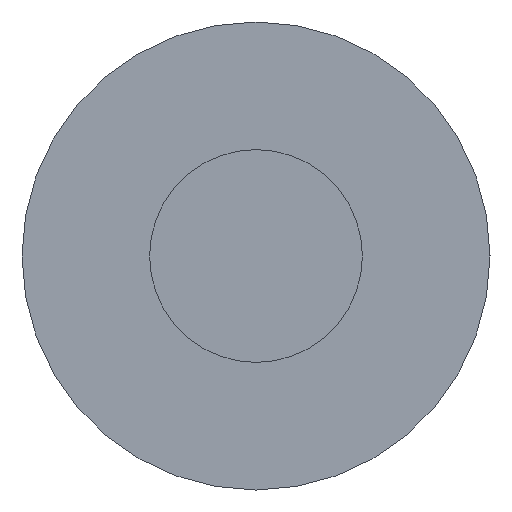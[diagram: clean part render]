
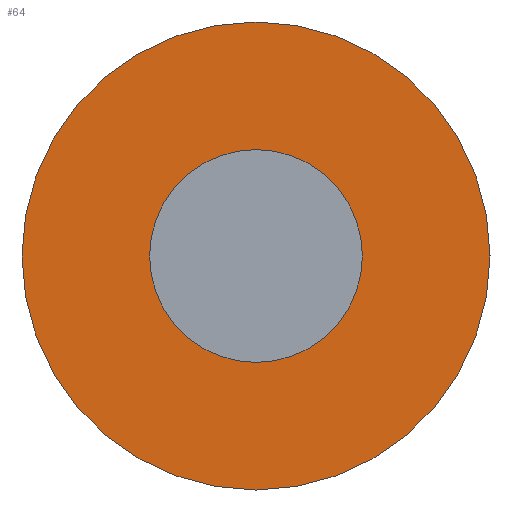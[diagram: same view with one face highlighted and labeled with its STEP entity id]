
A CAD part, left-side view. The second image highlights one B-rep face of the part: STEP entity #64.
In plain terms, the highlighted planar face has unit normal (-1, 0, 0).
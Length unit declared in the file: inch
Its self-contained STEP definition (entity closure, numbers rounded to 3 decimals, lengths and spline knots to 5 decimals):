
#64=ADVANCED_FACE('',(#129,#130),#131,.T.);
#129=FACE_BOUND('',#450,.T.);
#130=FACE_OUTER_BOUND('',#451,.T.);
#131=PLANE('',#452);
#450=EDGE_LOOP('',(#811,#812));
#451=EDGE_LOOP('',(#813,#814));
#452=AXIS2_PLACEMENT_3D('',#815,#816,#817);
#811=ORIENTED_EDGE('',*,*,#888,.T.);
#812=ORIENTED_EDGE('',*,*,#897,.T.);
#813=ORIENTED_EDGE('',*,*,#898,.T.);
#814=ORIENTED_EDGE('',*,*,#879,.T.);
#815=CARTESIAN_POINT('',(-1.37795,0.0,-5.11811));
#816=DIRECTION('',(-1.0,0.0,0.0));
#817=DIRECTION('',(0.0,-1.0,0.0));
#879=EDGE_CURVE('',#946,#944,#947,.T.);
#888=EDGE_CURVE('',#960,#958,#961,.T.);
#897=EDGE_CURVE('',#958,#960,#971,.T.);
#898=EDGE_CURVE('',#944,#946,#972,.T.);
#944=VERTEX_POINT('',#1060);
#946=VERTEX_POINT('',#1063);
#947=CIRCLE('',#1064,2.16535);
#958=VERTEX_POINT('',#1096);
#960=VERTEX_POINT('',#1099);
#961=CIRCLE('',#1100,0.98425);
#971=CIRCLE('',#1130,0.98425);
#972=CIRCLE('',#1131,2.16535);
#1060=CARTESIAN_POINT('',(-1.37795,-2.16535,-5.11811));
#1063=CARTESIAN_POINT('',(-1.37795,2.16535,-5.11811));
#1064=AXIS2_PLACEMENT_3D('',#1187,#1188,#1189);
#1096=CARTESIAN_POINT('',(-1.37795,-0.98425,-5.11811));
#1099=CARTESIAN_POINT('',(-1.37795,0.98425,-5.11811));
#1100=AXIS2_PLACEMENT_3D('',#1194,#1195,#1196);
#1130=AXIS2_PLACEMENT_3D('',#1201,#1202,#1203);
#1131=AXIS2_PLACEMENT_3D('',#1204,#1205,#1206);
#1187=CARTESIAN_POINT('',(-1.37795,0.0,-5.11811));
#1188=DIRECTION('',(-1.0,0.0,0.0));
#1189=DIRECTION('',(0.0,-1.0,0.0));
#1194=CARTESIAN_POINT('',(-1.37795,0.0,-5.11811));
#1195=DIRECTION('',(1.0,0.0,-0.0));
#1196=DIRECTION('',(0.0,-1.0,0.0));
#1201=CARTESIAN_POINT('',(-1.37795,0.0,-5.11811));
#1202=DIRECTION('',(1.0,0.0,-0.0));
#1203=DIRECTION('',(0.0,-1.0,0.0));
#1204=CARTESIAN_POINT('',(-1.37795,0.0,-5.11811));
#1205=DIRECTION('',(-1.0,0.0,0.0));
#1206=DIRECTION('',(0.0,-1.0,0.0));
